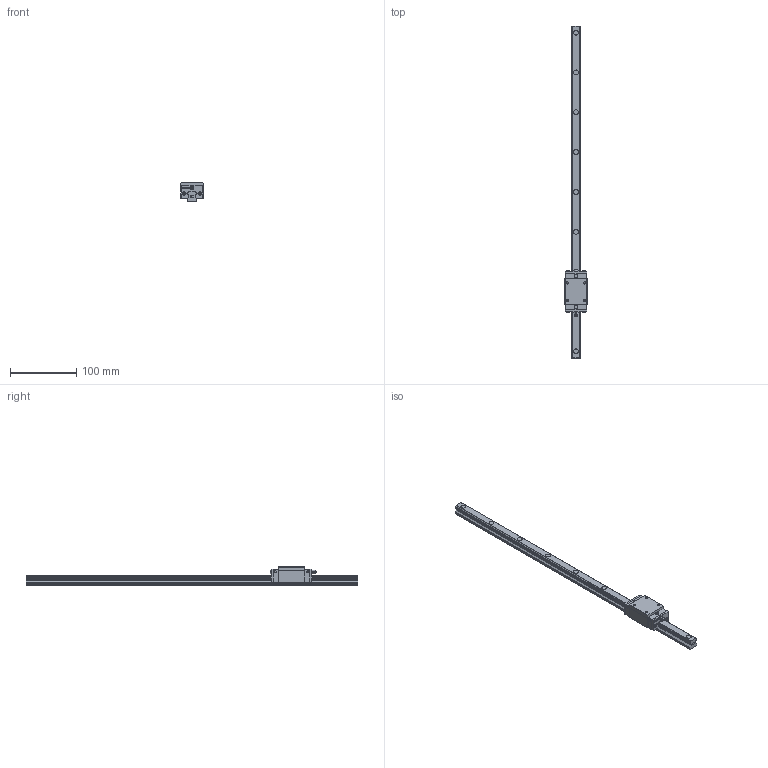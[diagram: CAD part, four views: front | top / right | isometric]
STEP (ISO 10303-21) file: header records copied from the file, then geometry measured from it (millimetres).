
FILE_DESCRIPTION(('no description'),'unknown implementation level');
FILE_NAME('HGH15CA_1_R_500_ZA_H_SS_FILE_7.stp',' ',('HIWIN GmbH'),('CADClick - KiM GmbH - www.kimweb.de'),'unknown preprocess','ACIS','unknown authorization');
FILE_SCHEMA(('automotive_design'));
Length unit declared in the file: millimetre
Products named in the file (2): HGH15CA 1 R 500 ZA H SS_FILE_1; HGH15CA 1 R 500 ZA H SS_FILE
Bounding box: 34 x 500 x 28 mm (x, y, z)
Volume: 129014.9 mm3; surface area: 44380.5 mm2
Topology: 2 solids, 6 shells, 792 faces, 2113 edges, 1394 vertices
Faces by surface type: plane 512, cylinder 248, cone 28, sphere 2, torus 2
Entity records: 48387 total; most frequent: CARTESIAN_POINT 4453, STYLED_ITEM 4293, PRESENTATION_STYLE_ASSIGNMENT 4293, COLOUR_RGB 4293, ORIENTED_EDGE 4210, DIRECTION 4133, EDGE_CURVE 2105, CURVE_STYLE 2105
